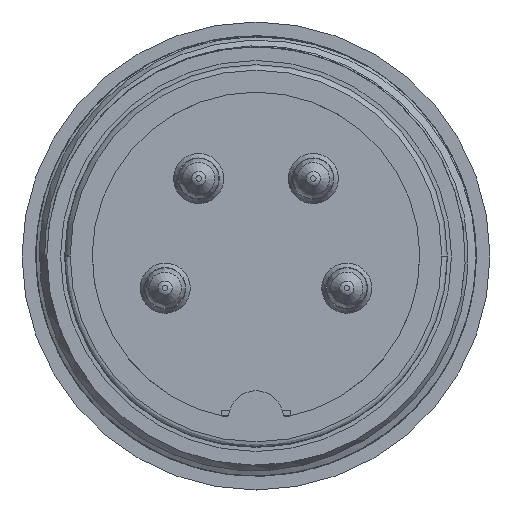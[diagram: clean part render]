
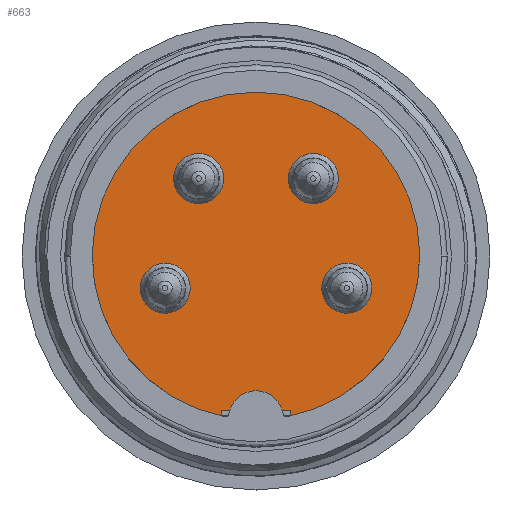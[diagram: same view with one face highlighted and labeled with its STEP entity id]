
A CAD part, front view. The second image highlights one B-rep face of the part: STEP entity #663.
In plain terms, the highlighted planar face has unit normal (0, -1, 0).
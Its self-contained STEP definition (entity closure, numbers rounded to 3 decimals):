
#427=LINE('',#3358,#464);
#429=LINE('',#3362,#466);
#432=LINE('',#3366,#469);
#464=VECTOR('',#2057,1.);
#466=VECTOR('',#2061,1.);
#469=VECTOR('',#2066,1.);
#561=PLANE('',#1712);
#663=ADVANCED_FACE('',(#788,#789,#790,#791,#792),#561,.T.);
#788=FACE_BOUND('',#934,.T.);
#789=FACE_BOUND('',#935,.T.);
#790=FACE_BOUND('',#936,.T.);
#791=FACE_BOUND('',#937,.T.);
#792=FACE_BOUND('',#938,.T.);
#934=EDGE_LOOP('',(#1202));
#935=EDGE_LOOP('',(#1203));
#936=EDGE_LOOP('',(#1204));
#937=EDGE_LOOP('',(#1205));
#938=EDGE_LOOP('',(#1206,#1207,#1208,#1209));
#1202=ORIENTED_EDGE('',*,*,#1458,.F.);
#1203=ORIENTED_EDGE('',*,*,#1457,.F.);
#1204=ORIENTED_EDGE('',*,*,#1456,.F.);
#1205=ORIENTED_EDGE('',*,*,#1455,.F.);
#1206=ORIENTED_EDGE('',*,*,#1426,.F.);
#1207=ORIENTED_EDGE('',*,*,#1466,.T.);
#1208=ORIENTED_EDGE('',*,*,#1461,.T.);
#1209=ORIENTED_EDGE('',*,*,#1463,.T.);
#1288=VERTEX_POINT('',#3030);
#1291=VERTEX_POINT('',#3037);
#1320=VERTEX_POINT('',#3342);
#1321=VERTEX_POINT('',#3345);
#1322=VERTEX_POINT('',#3348);
#1323=VERTEX_POINT('',#3351);
#1326=VERTEX_POINT('',#3357);
#1327=VERTEX_POINT('',#3359);
#1426=EDGE_CURVE('',#1291,#1288,#1520,.T.);
#1455=EDGE_CURVE('',#1320,#1320,#1549,.T.);
#1456=EDGE_CURVE('',#1321,#1321,#1550,.T.);
#1457=EDGE_CURVE('',#1322,#1322,#1551,.T.);
#1458=EDGE_CURVE('',#1323,#1323,#1552,.T.);
#1461=EDGE_CURVE('',#1327,#1326,#427,.T.);
#1463=EDGE_CURVE('',#1326,#1288,#429,.T.);
#1466=EDGE_CURVE('',#1291,#1327,#432,.T.);
#1520=CIRCLE('',#1650,5.95);
#1549=CIRCLE('',#1701,0.91);
#1550=CIRCLE('',#1703,0.91);
#1551=CIRCLE('',#1705,0.91);
#1552=CIRCLE('',#1707,0.91);
#1650=AXIS2_PLACEMENT_3D('',#3038,#1937,#1938);
#1701=AXIS2_PLACEMENT_3D('',#3341,#2039,#2040);
#1703=AXIS2_PLACEMENT_3D('',#3344,#2043,#2044);
#1705=AXIS2_PLACEMENT_3D('',#3347,#2047,#2048);
#1707=AXIS2_PLACEMENT_3D('',#3350,#2051,#2052);
#1712=AXIS2_PLACEMENT_3D('',#3368,#2069,#2070);
#1937=DIRECTION('',(0.,1.,0.));
#1938=DIRECTION('',(1.,0.,0.));
#2039=DIRECTION('',(0.,-1.,0.));
#2040=DIRECTION('',(1.,0.,0.));
#2043=DIRECTION('',(0.,-1.,0.));
#2044=DIRECTION('',(1.,0.,0.));
#2047=DIRECTION('',(0.,-1.,0.));
#2048=DIRECTION('',(1.,0.,0.));
#2051=DIRECTION('',(0.,-1.,0.));
#2052=DIRECTION('',(1.,0.,0.));
#2057=DIRECTION('',(1.,0.,0.));
#2061=DIRECTION('',(0.,0.,-1.));
#2066=DIRECTION('',(0.,0.,1.));
#2069=DIRECTION('',(0.,-1.,0.));
#2070=DIRECTION('',(1.,0.,0.));
#3030=CARTESIAN_POINT('',(-12.087,-5.218,1.549));
#3037=CARTESIAN_POINT('',(-14.587,-5.218,1.549));
#3038=CARTESIAN_POINT('',(-13.337,-5.218,7.366));
#3341=CARTESIAN_POINT('',(-15.419,-5.218,10.18));
#3342=CARTESIAN_POINT('',(-14.509,-5.218,10.18));
#3344=CARTESIAN_POINT('',(-16.636,-5.218,6.198));
#3345=CARTESIAN_POINT('',(-15.726,-5.218,6.198));
#3347=CARTESIAN_POINT('',(-11.255,-5.218,10.18));
#3348=CARTESIAN_POINT('',(-10.345,-5.218,10.18));
#3350=CARTESIAN_POINT('',(-10.038,-5.218,6.198));
#3351=CARTESIAN_POINT('',(-9.128,-5.218,6.198));
#3357=CARTESIAN_POINT('',(-12.087,-5.218,1.766));
#3358=CARTESIAN_POINT('',(-14.587,-5.218,1.766));
#3359=CARTESIAN_POINT('',(-14.587,-5.218,1.766));
#3362=CARTESIAN_POINT('',(-12.087,-5.218,1.766));
#3366=CARTESIAN_POINT('',(-14.587,-5.218,0.988));
#3368=CARTESIAN_POINT('',(-20.487,-5.218,0.216));
